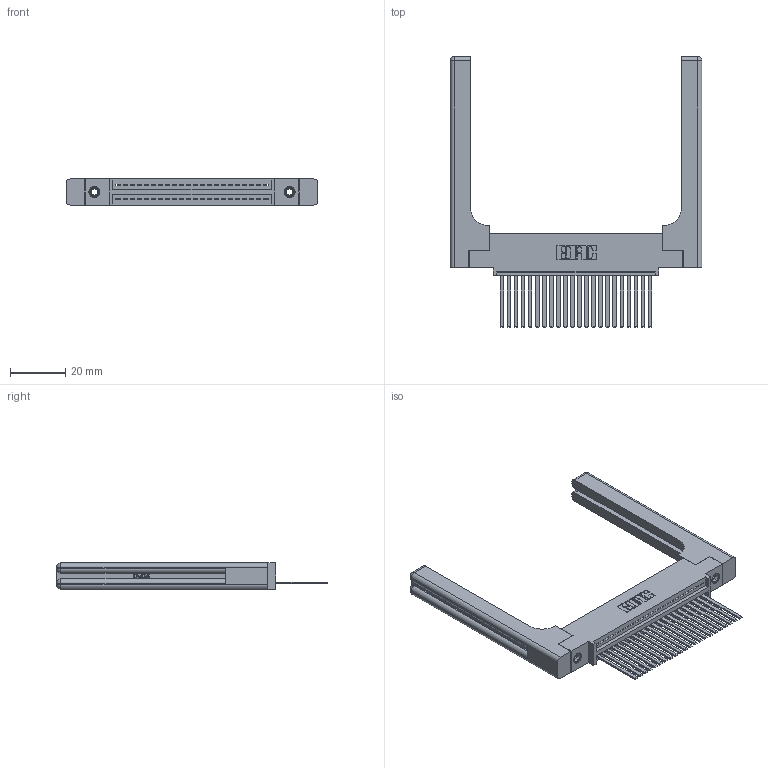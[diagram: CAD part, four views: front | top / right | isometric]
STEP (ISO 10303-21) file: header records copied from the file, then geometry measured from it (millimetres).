
FILE_DESCRIPTION (( 'STEP AP203' ), '1' );
FILE_NAME ('345-022-544-458.STEP', '2019-10-05T00:59:44', ( '' ), ( '' ), 'SwSTEP 2.0', 'SolidWorks 2016', '' );
FILE_SCHEMA (( 'CONFIG_CONTROL_DESIGN' ));
Length unit declared in the file: inch
Products named in the file (5): 345 Part_0.110 Offset - 0.156 Dia-TH; 345-022-544-458; 345-292-001_345-293-144; 345-250-001_345-250-001-102; 345-220-058_345-220-058
Assembly tree (27 placements, depth 2):
  345-022-544-458
    345 Part_0.110 Offset - 0.156 Dia-TH
    345-292-001_345-293-144  x22
    345-250-001_345-250-001-102  x2
    345-220-058_345-220-058  x2
Bounding box: 90.91 x 97.71 x 9.4 mm (x, y, z)
Volume: 17156.9 mm3; surface area: 17378.2 mm2
Topology: 27 solids, 27 shells, 1530 faces, 4495 edges, 2946 vertices
Faces by surface type: plane 1024, cylinder 446, bspline 36, cone 12, sphere 8, torus 4
Entity records: 24380 total; most frequent: CARTESIAN_POINT 5195, ORIENTED_EDGE 3948, DIRECTION 3510, EDGE_CURVE 1974, LINE 1666, VECTOR 1666, VERTEX_POINT 1306, AXIS2_PLACEMENT_3D 922
